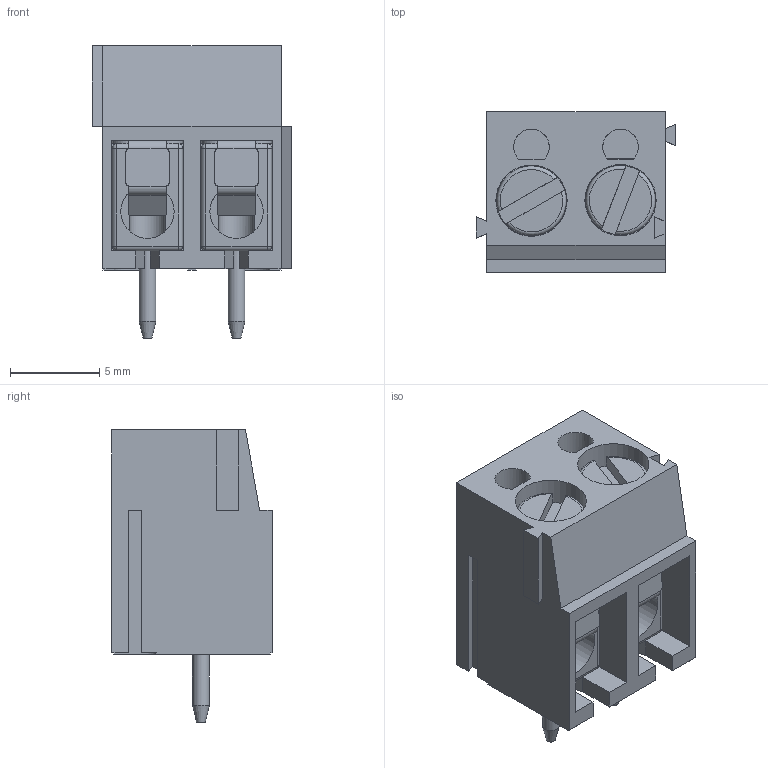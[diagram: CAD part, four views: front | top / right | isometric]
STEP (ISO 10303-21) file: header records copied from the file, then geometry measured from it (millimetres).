
FILE_DESCRIPTION(/* description */ ('Unknown'),/* implementation_level */ '2;1');
FILE_NAME(/* name */ '691101710002',/* time_stamp */ '2022-11-25T10:26:47+02:00',/* author */ ('Unknown'),/* organization */ ('Unknown'),/* preprocessor_version */ 'ST-DEVELOPER v18.102',/* originating_system */ 'Solid Edge',/* authorisation */ 'Unknown');
FILE_SCHEMA (('AUTOMOTIVE_DESIGN {1 0 10303 214 3 1 1}'));
Length unit declared in the file: millimetre
Products named in the file (5): 691101710002; Insulator_2; Wire guard; Screw; Pin
Assembly tree (7 placements, depth 2):
  691101710002
    Insulator_2
    Wire guard  x2
    Screw  x2
    Pin  x2
Bounding box: 11.2 x 9 x 16.4 mm (x, y, z)
Volume: 771.9 mm3; surface area: 1781.8 mm2
Topology: 7 solids, 7 shells, 259 faces, 656 edges, 400 vertices
Faces by surface type: plane 145, cylinder 86, sphere 16, cone 6, torus 6
Full cylindrical faces by diameter (mm): 0.95 x2, 2.2 x2, 2.459 x2, 3 x6, 3.1 x2, 3.9 x2, 4 x2
Entity records: 5584 total; most frequent: CARTESIAN_POINT 926, DIRECTION 885, ORIENTED_EDGE 844, EDGE_CURVE 422, LINE 303, VECTOR 303, AXIS2_PLACEMENT_3D 291, VERTEX_POINT 276
